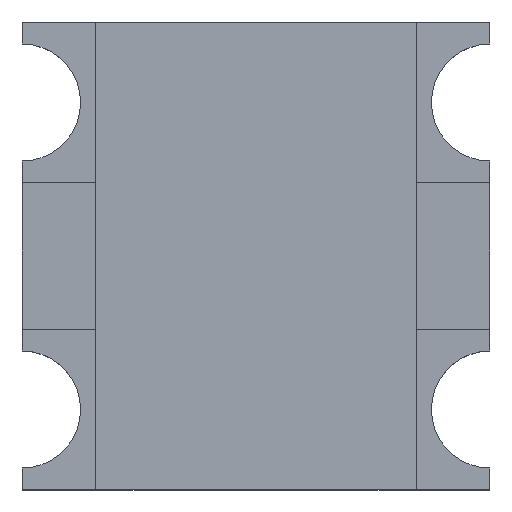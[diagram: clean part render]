
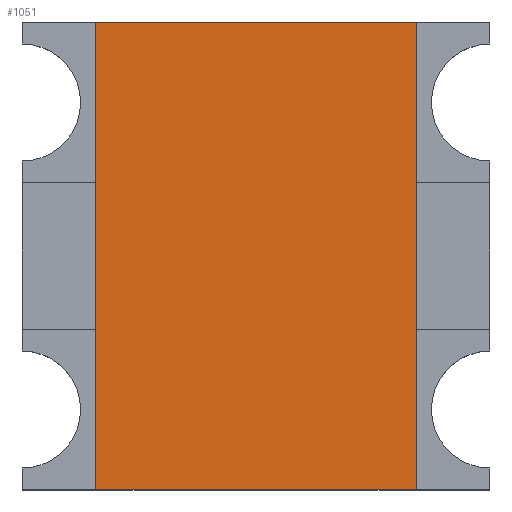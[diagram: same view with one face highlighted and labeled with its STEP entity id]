
A CAD part, top view. The second image highlights one B-rep face of the part: STEP entity #1051.
In plain terms, the highlighted planar face has unit normal (0, 0, 1).
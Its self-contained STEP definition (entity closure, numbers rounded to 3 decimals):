
#63=FACE_OUTER_BOUND('',#127,.T.);
#127=EDGE_LOOP('',(#773,#774,#775,#776));
#211=LINE('',#1561,#347);
#214=LINE('',#1567,#350);
#217=LINE('',#1573,#353);
#220=LINE('',#1577,#356);
#347=VECTOR('',#1264,10.);
#350=VECTOR('',#1269,10.);
#353=VECTOR('',#1274,10.);
#356=VECTOR('',#1279,10.);
#471=VERTEX_POINT('',#1558);
#472=VERTEX_POINT('',#1560);
#474=VERTEX_POINT('',#1566);
#476=VERTEX_POINT('',#1572);
#579=EDGE_CURVE('',#472,#471,#211,.T.);
#582=EDGE_CURVE('',#474,#472,#214,.T.);
#585=EDGE_CURVE('',#476,#474,#217,.T.);
#588=EDGE_CURVE('',#471,#476,#220,.T.);
#773=ORIENTED_EDGE('',*,*,#588,.T.);
#774=ORIENTED_EDGE('',*,*,#585,.T.);
#775=ORIENTED_EDGE('',*,*,#582,.T.);
#776=ORIENTED_EDGE('',*,*,#579,.T.);
#991=PLANE('',#1137);
#1051=ADVANCED_FACE('',(#63),#991,.T.);
#1137=AXIS2_PLACEMENT_3D('',#1578,#1280,#1281);
#1264=DIRECTION('',(1.,0.,0.));
#1269=DIRECTION('',(0.,-1.,0.));
#1274=DIRECTION('',(-1.,0.,0.));
#1279=DIRECTION('',(0.,1.,0.));
#1280=DIRECTION('center_axis',(0.,0.,1.));
#1281=DIRECTION('ref_axis',(1.,0.,0.));
#1558=CARTESIAN_POINT('',(0.55,-0.8,0.35));
#1560=CARTESIAN_POINT('',(-0.55,-0.8,0.35));
#1561=CARTESIAN_POINT('',(-0.55,-0.8,0.35));
#1566=CARTESIAN_POINT('',(-0.55,0.8,0.35));
#1567=CARTESIAN_POINT('',(-0.55,0.8,0.35));
#1572=CARTESIAN_POINT('',(0.55,0.8,0.35));
#1573=CARTESIAN_POINT('',(0.55,0.8,0.35));
#1577=CARTESIAN_POINT('',(0.55,-0.8,0.35));
#1578=CARTESIAN_POINT('Origin',(0.,0.,0.35));
